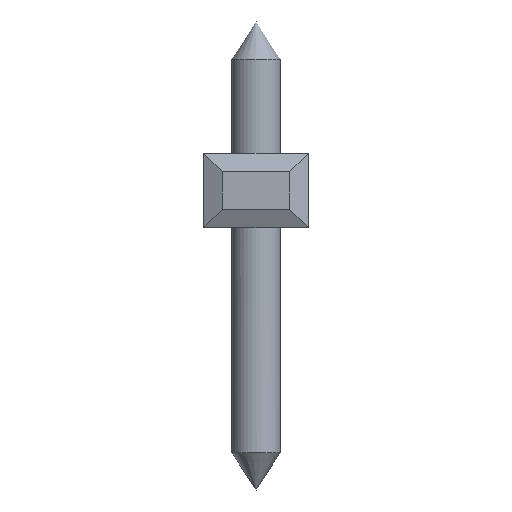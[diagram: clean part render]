
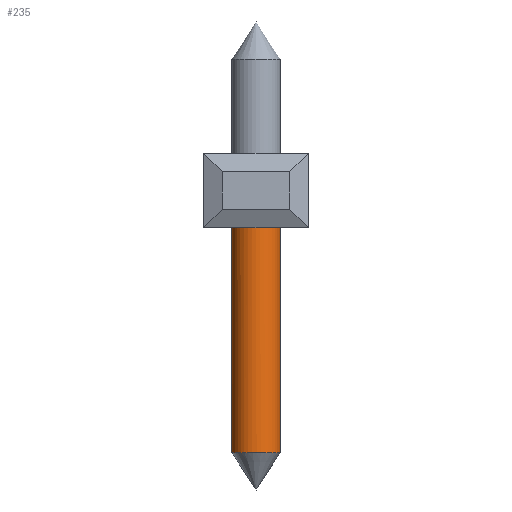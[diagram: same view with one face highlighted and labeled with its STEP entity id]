
A CAD part, left-side view. The second image highlights one B-rep face of the part: STEP entity #235.
In plain terms, the highlighted cylindrical face has radius 0.65 mm (diameter 1.3 mm), a full revolution.
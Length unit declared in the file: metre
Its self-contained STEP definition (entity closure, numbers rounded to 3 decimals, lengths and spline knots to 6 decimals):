
#235=ADVANCED_FACE('',(#478,#479),#480,.T.);
#478=FACE_OUTER_BOUND('',#713,.T.);
#479=FACE_OUTER_BOUND('',#714,.T.);
#480=CYLINDRICAL_SURFACE('',#715,0.00065);
#713=EDGE_LOOP('',(#1316));
#714=EDGE_LOOP('',(#1317));
#715=AXIS2_PLACEMENT_3D('',#1318,#1319,#1320);
#1316=ORIENTED_EDGE('',*,*,#1541,.F.);
#1317=ORIENTED_EDGE('',*,*,#1353,.F.);
#1318=CARTESIAN_POINT('',(-0.00435,-0.03326,0.0025));
#1319=DIRECTION('',(0.0,0.,-1.0));
#1320=DIRECTION('',(-1.0,0.0,0.0));
#1353=EDGE_CURVE('',#1602,#1602,#1603,.T.);
#1541=EDGE_CURVE('',#1867,#1867,#1868,.T.);
#1602=VERTEX_POINT('',#1943);
#1603=CIRCLE('',#1944,0.00065);
#1867=VERTEX_POINT('',#2337);
#1868=CIRCLE('',#2338,0.00065);
#1943=CARTESIAN_POINT('',(-0.00396,-0.03274,-0.008));
#1944=AXIS2_PLACEMENT_3D('',#2388,#2389,#2390);
#2337=CARTESIAN_POINT('',(-0.00435,-0.03391,-0.0018));
#2338=AXIS2_PLACEMENT_3D('',#2526,#2527,#2528);
#2388=CARTESIAN_POINT('',(-0.00435,-0.03326,-0.008));
#2389=DIRECTION('',(0.,0.,-1.0));
#2390=DIRECTION('',(0.6,0.8,0.));
#2526=CARTESIAN_POINT('',(-0.00435,-0.03326,-0.0018));
#2527=DIRECTION('',(0.0,0.,1.0));
#2528=DIRECTION('',(0.0,-1.0,0.));
